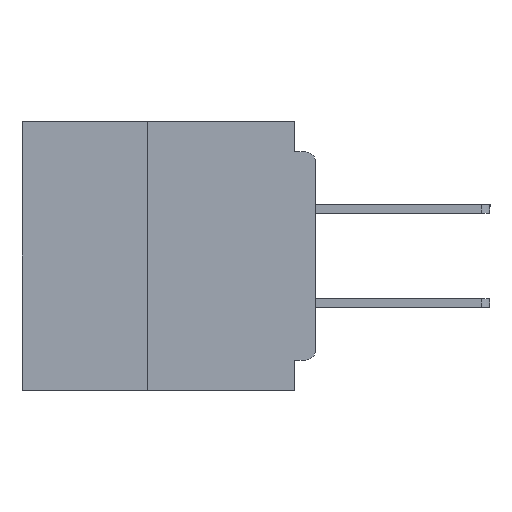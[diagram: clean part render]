
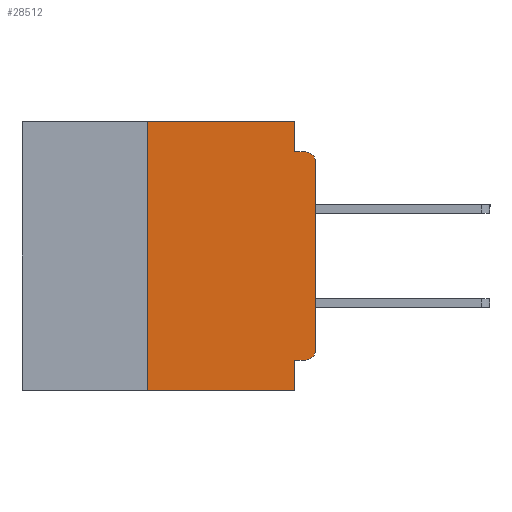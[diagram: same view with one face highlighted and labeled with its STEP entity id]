
A CAD part, left-side view. The second image highlights one B-rep face of the part: STEP entity #28512.
In plain terms, the highlighted planar face has unit normal (-1, 0, 0).
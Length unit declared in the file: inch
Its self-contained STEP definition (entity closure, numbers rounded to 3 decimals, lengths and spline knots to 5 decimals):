
#264 = EDGE_CURVE ( 'NONE', #47366, #33836, #21480, .T. ) ;
#270 = ORIENTED_EDGE ( 'NONE', *, *, #264, .F. ) ;
#285 = EDGE_CURVE ( 'NONE', #63667, #40235, #35151, .T. ) ;
#936 = ORIENTED_EDGE ( 'NONE', *, *, #53140, .F. ) ;
#2478 = ORIENTED_EDGE ( 'NONE', *, *, #39090, .F. ) ;
#3010 = CARTESIAN_POINT ( 'NONE',  ( 0., 0., 0. ) ) ;
#3226 = DIRECTION ( 'NONE',  ( 0., 0., 1. ) ) ;
#3238 = DIRECTION ( 'NONE',  ( 0., 0., -1. ) ) ;
#7690 = CARTESIAN_POINT ( 'NONE',  ( 0., 0.437, -0.4 ) ) ;
#7920 = EDGE_CURVE ( 'NONE', #42482, #12662, #56032, .T. ) ;
#11576 = CIRCLE ( 'NONE', #64126, 0.015 ) ;
#12662 = VERTEX_POINT ( 'NONE', #56696 ) ;
#13317 = CARTESIAN_POINT ( 'NONE',  ( 0., 0.031, -0.4 ) ) ;
#13583 = VECTOR ( 'NONE', #23911, 39.37008 ) ;
#15254 = DIRECTION ( 'NONE',  ( -1., 0., 0. ) ) ;
#15459 = DIRECTION ( 'NONE',  ( 0., 0., -1. ) ) ;
#16624 = CARTESIAN_POINT ( 'NONE',  ( 0., 0.015, -0.06 ) ) ;
#17628 = VECTOR ( 'NONE', #3226, 39.37008 ) ;
#17638 = ORIENTED_EDGE ( 'NONE', *, *, #37324, .T. ) ;
#17858 = VERTEX_POINT ( 'NONE', #64037 ) ;
#18296 = VECTOR ( 'NONE', #40807, 39.37008 ) ;
#18748 = PLANE ( 'NONE',  #32991 ) ;
#18780 = CARTESIAN_POINT ( 'NONE',  ( 0., 0.437, 0. ) ) ;
#20455 = CARTESIAN_POINT ( 'NONE',  ( 0., 0.015, -0.355 ) ) ;
#21448 = CARTESIAN_POINT ( 'NONE',  ( 0., 0.031, 0. ) ) ;
#21480 = LINE ( 'NONE', #49490, #47171 ) ;
#21723 = DIRECTION ( 'NONE',  ( 0., 0., -1. ) ) ;
#22015 = ORIENTED_EDGE ( 'NONE', *, *, #25824, .T. ) ;
#22915 = VECTOR ( 'NONE', #3238, 39.37008 ) ;
#23699 = VECTOR ( 'NONE', #15459, 39.37008 ) ;
#23911 = DIRECTION ( 'NONE',  ( 0., -1., 0. ) ) ;
#25121 = CARTESIAN_POINT ( 'NONE',  ( 0., 0.015, -0.045 ) ) ;
#25180 = VERTEX_POINT ( 'NONE', #30587 ) ;
#25497 = CARTESIAN_POINT ( 'NONE',  ( 0., 0.031, 0. ) ) ;
#25824 = EDGE_CURVE ( 'NONE', #38997, #40235, #11576, .T. ) ;
#28512 = ADVANCED_FACE ( 'NONE', ( #65665 ), #18748, .F. ) ;
#29050 = DIRECTION ( 'NONE',  ( 0., 0., -1. ) ) ;
#29094 = EDGE_CURVE ( 'NONE', #25180, #38997, #44909, .T. ) ;
#30587 = CARTESIAN_POINT ( 'NONE',  ( 0., 0., -0.34 ) ) ;
#30803 = ORIENTED_EDGE ( 'NONE', *, *, #43419, .F. ) ;
#32991 = AXIS2_PLACEMENT_3D ( 'NONE', #54543, #59704, #29050 ) ;
#33836 = VERTEX_POINT ( 'NONE', #52186 ) ;
#33950 = EDGE_LOOP ( 'NONE', ( #58964, #22015, #63461, #2478, #30803, #270, #17638, #936, #61682, #39662 ) ) ;
#35056 = CARTESIAN_POINT ( 'NONE',  ( 0., 0.25, -0.4 ) ) ;
#35151 = LINE ( 'NONE', #40378, #18296 ) ;
#36594 = LINE ( 'NONE', #13317, #22915 ) ;
#37324 = EDGE_CURVE ( 'NONE', #47366, #17858, #54124, .T. ) ;
#38579 = DIRECTION ( 'NONE',  ( 0., -1., 0. ) ) ;
#38957 = VECTOR ( 'NONE', #38579, 39.37008 ) ;
#38997 = VERTEX_POINT ( 'NONE', #55505 ) ;
#39090 = EDGE_CURVE ( 'NONE', #56284, #63667, #50963, .T. ) ;
#39662 = ORIENTED_EDGE ( 'NONE', *, *, #44459, .T. ) ;
#40235 = VERTEX_POINT ( 'NONE', #25121 ) ;
#40378 = CARTESIAN_POINT ( 'NONE',  ( 0., 0., -0.045 ) ) ;
#40807 = DIRECTION ( 'NONE',  ( 0., -1., 0. ) ) ;
#42182 = DIRECTION ( 'NONE',  ( 0., 1., 0. ) ) ;
#42459 = VECTOR ( 'NONE', #42182, 39.37008 ) ;
#42482 = VERTEX_POINT ( 'NONE', #20455 ) ;
#43419 = EDGE_CURVE ( 'NONE', #33836, #56284, #54426, .T. ) ;
#44459 = EDGE_CURVE ( 'NONE', #42482, #25180, #50851, .T. ) ;
#44909 = LINE ( 'NONE', #3010, #17628 ) ;
#45949 = CARTESIAN_POINT ( 'NONE',  ( 0., 0.015, -0.34 ) ) ;
#47171 = VECTOR ( 'NONE', #47498, 39.37008 ) ;
#47366 = VERTEX_POINT ( 'NONE', #35056 ) ;
#47498 = DIRECTION ( 'NONE',  ( 0., 0., 1. ) ) ;
#49490 = CARTESIAN_POINT ( 'NONE',  ( 0., 0.25, -0.4 ) ) ;
#50851 = CIRCLE ( 'NONE', #64816, 0.015 ) ;
#50963 = LINE ( 'NONE', #25497, #23699 ) ;
#51064 = DIRECTION ( 'NONE',  ( 0., 0., -1. ) ) ;
#52186 = CARTESIAN_POINT ( 'NONE',  ( 0., 0.25, 0. ) ) ;
#52427 = DIRECTION ( 'NONE',  ( -1., 0., 0. ) ) ;
#53140 = EDGE_CURVE ( 'NONE', #12662, #17858, #36594, .T. ) ;
#54124 = LINE ( 'NONE', #7690, #38957 ) ;
#54426 = LINE ( 'NONE', #18780, #13583 ) ;
#54543 = CARTESIAN_POINT ( 'NONE',  ( 0., 0.437, 0. ) ) ;
#55505 = CARTESIAN_POINT ( 'NONE',  ( 0., 0., -0.06 ) ) ;
#56032 = LINE ( 'NONE', #57358, #42459 ) ;
#56284 = VERTEX_POINT ( 'NONE', #21448 ) ;
#56696 = CARTESIAN_POINT ( 'NONE',  ( 0., 0.031, -0.355 ) ) ;
#57358 = CARTESIAN_POINT ( 'NONE',  ( 0., 0., -0.355 ) ) ;
#58964 = ORIENTED_EDGE ( 'NONE', *, *, #29094, .T. ) ;
#59704 = DIRECTION ( 'NONE',  ( 1., 0., 0. ) ) ;
#61682 = ORIENTED_EDGE ( 'NONE', *, *, #7920, .F. ) ;
#63461 = ORIENTED_EDGE ( 'NONE', *, *, #285, .F. ) ;
#63667 = VERTEX_POINT ( 'NONE', #65538 ) ;
#64037 = CARTESIAN_POINT ( 'NONE',  ( 0., 0.031, -0.4 ) ) ;
#64126 = AXIS2_PLACEMENT_3D ( 'NONE', #16624, #52427, #21723 ) ;
#64816 = AXIS2_PLACEMENT_3D ( 'NONE', #45949, #15254, #51064 ) ;
#65538 = CARTESIAN_POINT ( 'NONE',  ( 0., 0.031, -0.045 ) ) ;
#65665 = FACE_OUTER_BOUND ( 'NONE', #33950, .T. ) ;
